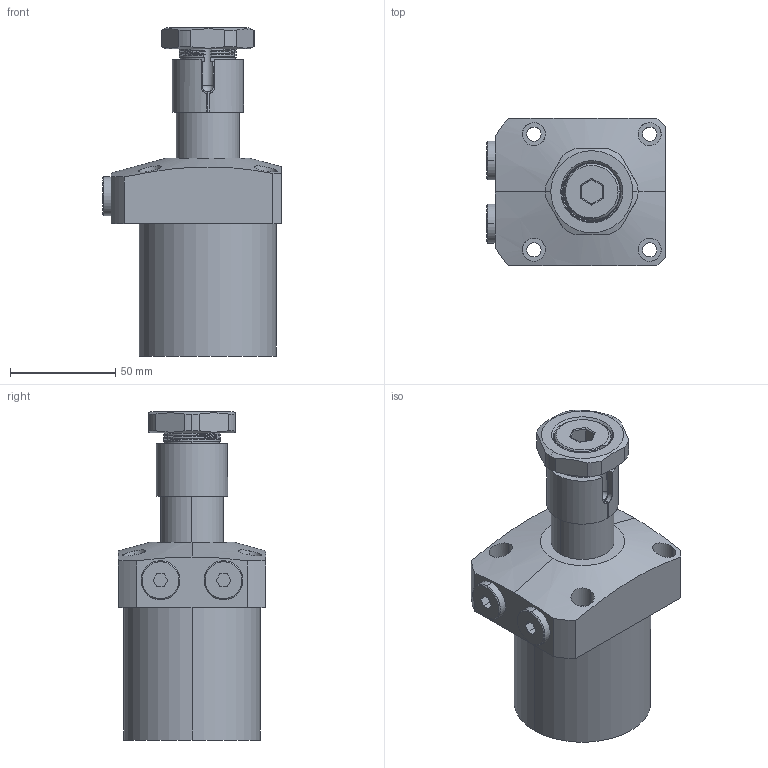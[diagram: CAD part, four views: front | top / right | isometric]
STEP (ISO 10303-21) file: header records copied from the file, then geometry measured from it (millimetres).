
FILE_DESCRIPTION (( 'STEP AP203' ), '1' );
FILE_NAME ('CHA-065SRx90G.STEP', '2019-12-06T08:54:14', ( '' ), ( '' ), 'SwSTEP 2.0', 'SolidWorks 2017', '' );
FILE_SCHEMA (( 'CONFIG_CONTROL_DESIGN' ));
Length unit declared in the file: millimetre
Products named in the file (6): CHA-50S活塞杆; CHA-065SRx90G; G1-4黑芛; CHA-065蹟譫_1; CHA-50S袪杶; CHA-065掛极
Assembly tree (6 placements, depth 2):
  CHA-065SRx90G
    CHA-065掛极
    G1-4黑芛  x2
    CHA-50S活塞杆
    CHA-50S袪杶
    CHA-065蹟譫_1
Bounding box: 85 x 70 x 156 mm (x, y, z)
Volume: 374751 mm3; surface area: 70822.7 mm2
Topology: 6 solids, 6 shells, 219 faces, 563 edges, 369 vertices
Faces by surface type: cylinder 109, plane 65, cone 23, bspline 20, torus 2
Entity records: 15084 total; most frequent: CARTESIAN_POINT 9831, ORIENTED_EDGE 1054, DIRECTION 845, EDGE_CURVE 527, VERTEX_POINT 347, AXIS2_PLACEMENT_3D 325, EDGE_LOOP 230, ADVANCED_FACE 203
